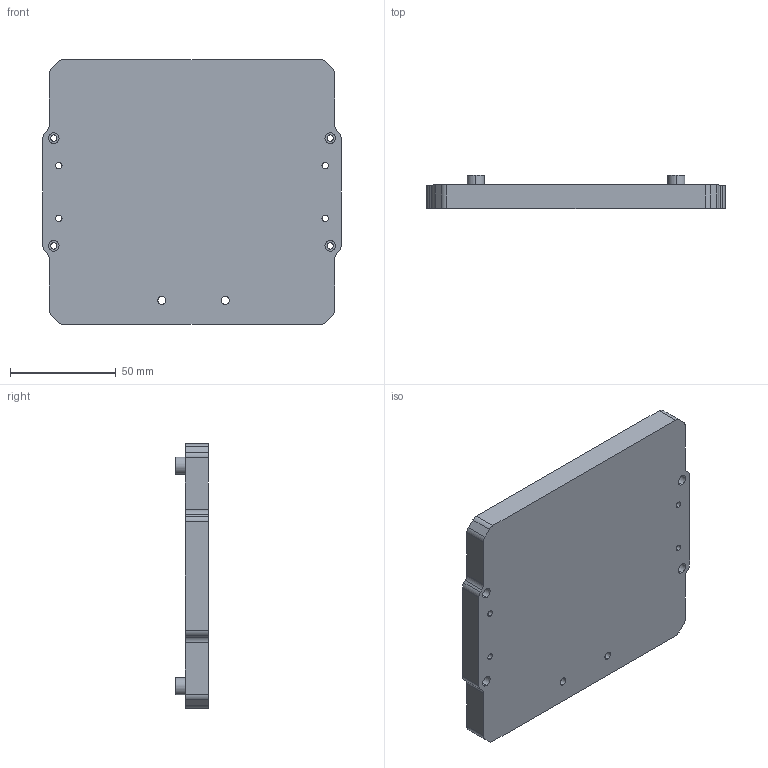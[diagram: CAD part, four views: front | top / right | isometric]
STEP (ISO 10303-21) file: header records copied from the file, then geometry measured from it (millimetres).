
FILE_DESCRIPTION (( 'STEP AP203' ), '1' );
FILE_NAME ('3DP_PETG_BLACK_Protable-Armor-Body.STEP', '2025-08-11T12:49:04', ( '' ), ( '' ), 'SwSTEP 2.0', 'SolidWorks 2024', '' );
FILE_SCHEMA (( 'CONFIG_CONTROL_DESIGN' ));
Length unit declared in the file: millimetre
Products named in the file (1): 3DP_PETG_BLACK_Protable-Armor-Body
Bounding box: 141 x 15.5 x 125 mm (x, y, z)
Volume: 32708.2 mm3; surface area: 50349.2 mm2
Topology: 1 solids, 1 shells, 237 faces, 618 edges, 404 vertices
Faces by surface type: cylinder 118, plane 95, cone 16, torus 8
Entity records: 7465 total; most frequent: DIRECTION 1362, CARTESIAN_POINT 1260, ORIENTED_EDGE 1236, EDGE_CURVE 618, AXIS2_PLACEMENT_3D 506, VERTEX_POINT 404, VECTOR 350, LINE 350
